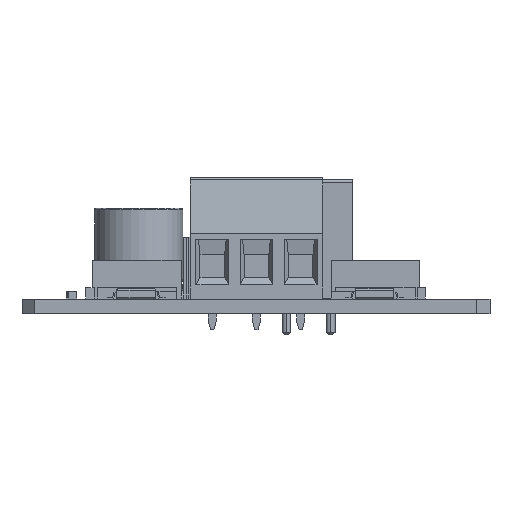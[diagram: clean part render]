
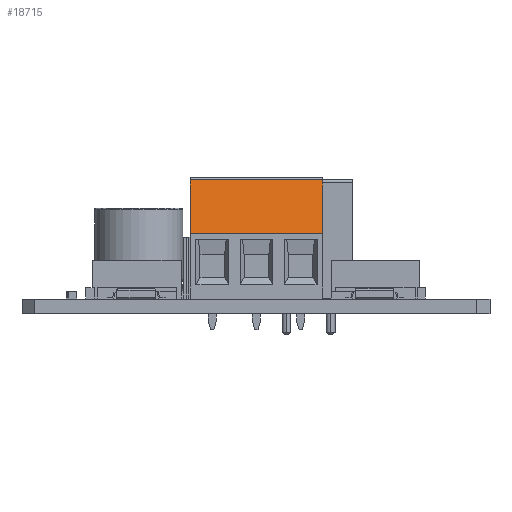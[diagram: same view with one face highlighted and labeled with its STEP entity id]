
A CAD part, left-side view. The second image highlights one B-rep face of the part: STEP entity #18715.
In plain terms, the highlighted face is planar.
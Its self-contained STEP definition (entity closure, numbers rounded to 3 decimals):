
#14892 = VERTEX_POINT('',#14893);
#14893 = CARTESIAN_POINT('',(0.036,7.4,-0.741));
#14899 = EDGE_CURVE('',#14900,#14892,#14902,.T.);
#14900 = VERTEX_POINT('',#14901);
#14901 = CARTESIAN_POINT('',(-1.392,13.491,-0.741));
#14902 = LINE('',#14903,#14904);
#14903 = CARTESIAN_POINT('',(-1.392,13.491,-0.741));
#14904 = VECTOR('',#14905,1.);
#14905 = DIRECTION('',(0.228,-0.974,
    0.));
#15687 = VERTEX_POINT('',#15688);
#15688 = CARTESIAN_POINT('',(0.036,7.4,-15.741));
#15694 = EDGE_CURVE('',#14892,#15687,#15695,.T.);
#15695 = LINE('',#15696,#15697);
#15696 = CARTESIAN_POINT('',(0.036,7.4,-13.241));
#15697 = VECTOR('',#15698,1.);
#15698 = DIRECTION('',(0.,0.,-1.));
#16844 = EDGE_CURVE('',#16845,#14900,#16847,.T.);
#16845 = VERTEX_POINT('',#16846);
#16846 = CARTESIAN_POINT('',(-1.392,13.491,-15.741));
#16847 = LINE('',#16848,#16849);
#16848 = CARTESIAN_POINT('',(-1.392,13.491,-8.241));
#16849 = VECTOR('',#16850,1.);
#16850 = DIRECTION('',(0.,0.,1.));
#16869 = EDGE_CURVE('',#16845,#15687,#16870,.T.);
#16870 = LINE('',#16871,#16872);
#16871 = CARTESIAN_POINT('',(-1.392,13.491,-15.741));
#16872 = VECTOR('',#16873,1.);
#16873 = DIRECTION('',(0.228,-0.974,
    0.));
#18715 = ADVANCED_FACE('',(#18716),#18722,.T.);
#18716 = FACE_BOUND('',#18717,.T.);
#18717 = EDGE_LOOP('',(#18718,#18719,#18720,#18721));
#18718 = ORIENTED_EDGE('',*,*,#15694,.T.);
#18719 = ORIENTED_EDGE('',*,*,#16869,.F.);
#18720 = ORIENTED_EDGE('',*,*,#16844,.T.);
#18721 = ORIENTED_EDGE('',*,*,#14899,.T.);
#18722 = PLANE('',#18723);
#18723 = AXIS2_PLACEMENT_3D('',#18724,#18725,#18726);
#18724 = CARTESIAN_POINT('',(-1.392,13.491,-13.241));
#18725 = DIRECTION('',(0.974,0.228,
    0.));
#18726 = DIRECTION('',(0.,0.,-1.));
